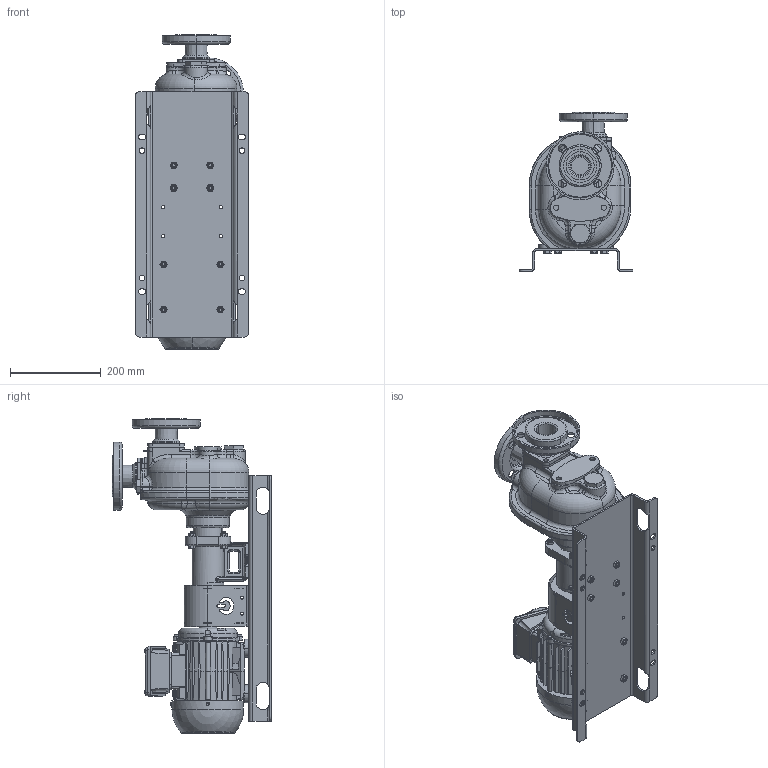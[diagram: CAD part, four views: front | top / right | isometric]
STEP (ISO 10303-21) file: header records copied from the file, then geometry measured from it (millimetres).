
FILE_DESCRIPTION((''),'2;1');
FILE_NAME('S_41_K_B_FIT','2018-10-26T10:02:38',('Nicola'),(''),'CREO PARAMETRIC BY PTC INC, 2017110','CREO PARAMETRIC BY PTC INC, 2017110','');
FILE_SCHEMA(('CONFIG_CONTROL_DESIGN'));
Products named in the file (1): S_41_K_B_FIT
Bounding box: 250 x 350 x 692.3 mm (x, y, z)
Volume: 10977248 mm3; surface area: 1110559.8 mm2
Topology: 1 solids, 3 shells, 3036 faces, 7815 edges, 4922 vertices
Faces by surface type: plane 1661, cylinder 618, cone 453, torus 190, bspline 88, sphere 22, extrusion 4
Entity records: 115404 total; most frequent: CARTESIAN_POINT 42663, ORIENTED_EDGE 15626, DIRECTION 14457, EDGE_CURVE 7813, AXIS2_PLACEMENT_3D 5124, VERTEX_POINT 4922, VECTOR 4209, LINE 4205
